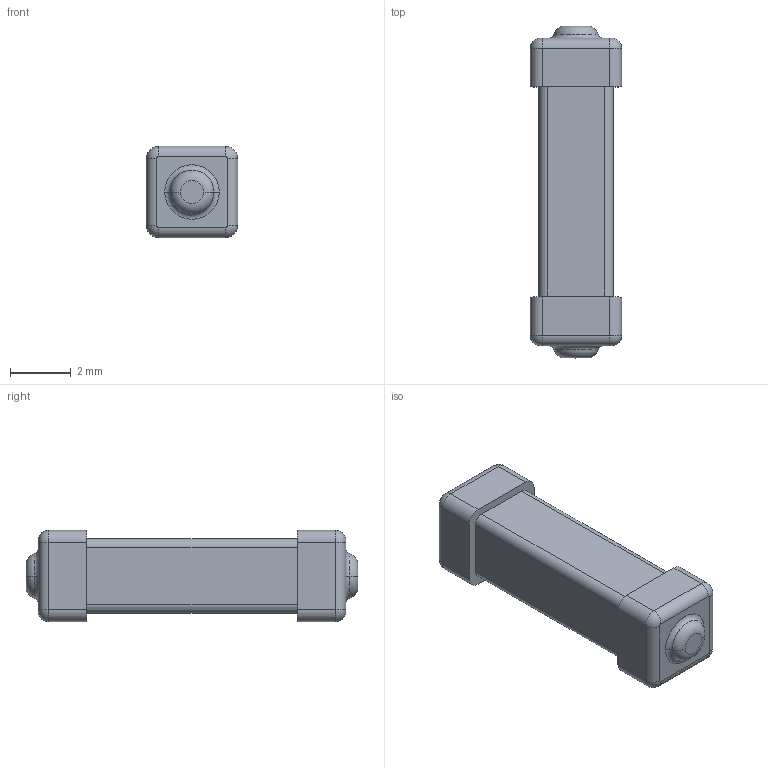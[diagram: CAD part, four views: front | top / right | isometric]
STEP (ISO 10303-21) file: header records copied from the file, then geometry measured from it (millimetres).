
FILE_DESCRIPTION (( 'STEP AP214' ), '1' );
FILE_NAME ('UMT250.STEP', '2014-12-19T08:42:08', ( '' ), ( '' ), 'SwSTEP 2.0', 'SolidWorks 2012', '' );
FILE_SCHEMA (( 'AUTOMOTIVE_DESIGN' ));
Length unit declared in the file: millimetre
Products named in the file (1): UMT250
Bounding box: 3 x 10.9 x 3 mm (x, y, z)
Volume: 54.8 mm3; surface area: 192.9 mm2
Topology: 1 solids, 2 shells, 62 faces, 140 edges, 84 vertices
Faces by surface type: cylinder 24, torus 20, plane 18
Entity records: 1776 total; most frequent: DIRECTION 346, CARTESIAN_POINT 287, ORIENTED_EDGE 280, AXIS2_PLACEMENT_3D 143, EDGE_CURVE 140, VERTEX_POINT 84, CIRCLE 80, EDGE_LOOP 66
